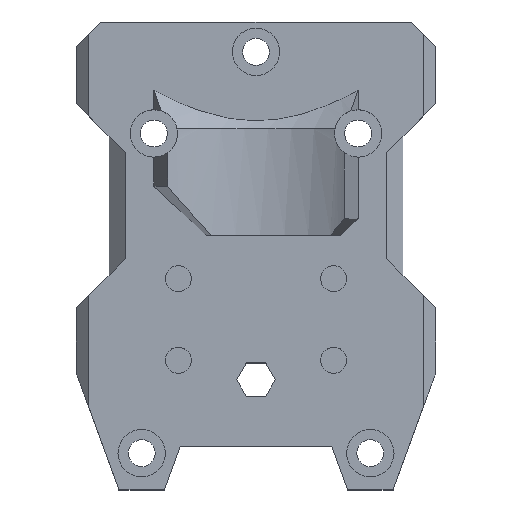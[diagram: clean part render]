
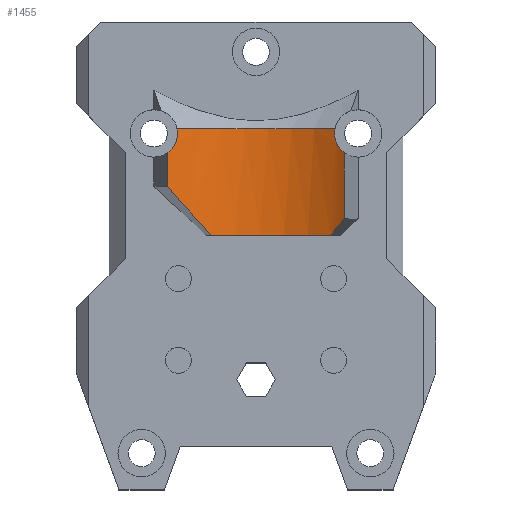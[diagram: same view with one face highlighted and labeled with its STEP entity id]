
A CAD part, top view. The second image highlights one B-rep face of the part: STEP entity #1455.
In plain terms, the highlighted cylindrical face has radius 18.1 mm (diameter 36.2 mm), a partial arc.
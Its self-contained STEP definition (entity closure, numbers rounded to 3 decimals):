
#52=CIRCLE('',#1561,18.1);
#53=CIRCLE('',#1563,18.1);
#100=B_SPLINE_CURVE_WITH_KNOTS('',3,(#2156,#2157,#2158,#2159,#2160,#2161,
#2162,#2163),.UNSPECIFIED.,.F.,.F.,(4,2,2,4),(-0.284,-0.214,
-0.107,0.),.UNSPECIFIED.);
#101=B_SPLINE_CURVE_WITH_KNOTS('',3,(#2165,#2166,#2167,#2168),
 .UNSPECIFIED.,.F.,.F.,(4,4),(0.,0.054),.UNSPECIFIED.);
#102=B_SPLINE_CURVE_WITH_KNOTS('',3,(#2171,#2172,#2173,#2174,#2175,#2176,
#2177,#2178,#2179,#2180),.UNSPECIFIED.,.F.,.F.,(4,2,2,2,4),(1.016,
1.07,1.177,1.284,1.354),
 .UNSPECIFIED.);
#105=CYLINDRICAL_SURFACE('',#1560,18.1);
#126=FACE_OUTER_BOUND('',#215,.T.);
#215=EDGE_LOOP('',(#981,#982,#983,#984,#985,#986,#987,#988,#989));
#328=ELLIPSE('',#1562,25.597,18.1);
#329=ELLIPSE('',#1564,25.597,18.1);
#333=LINE('',#2143,#481);
#337=LINE('',#2153,#485);
#481=VECTOR('',#1706,1000.);
#485=VECTOR('',#1714,1000.);
#630=VERTEX_POINT('',#2140);
#631=VERTEX_POINT('',#2142);
#633=VERTEX_POINT('',#2147);
#635=VERTEX_POINT('',#2151);
#636=VERTEX_POINT('',#2155);
#637=VERTEX_POINT('',#2164);
#638=VERTEX_POINT('',#2169);
#639=VERTEX_POINT('',#2181);
#640=VERTEX_POINT('',#2183);
#765=EDGE_CURVE('',#630,#631,#333,.T.);
#770=EDGE_CURVE('',#633,#635,#337,.T.);
#771=EDGE_CURVE('',#630,#636,#100,.T.);
#772=EDGE_CURVE('',#636,#637,#101,.T.);
#773=EDGE_CURVE('',#637,#638,#52,.T.);
#774=EDGE_CURVE('',#638,#633,#102,.T.);
#775=EDGE_CURVE('',#635,#639,#328,.F.);
#776=EDGE_CURVE('',#640,#639,#53,.T.);
#777=EDGE_CURVE('',#640,#631,#329,.T.);
#981=ORIENTED_EDGE('',*,*,#765,.F.);
#982=ORIENTED_EDGE('',*,*,#771,.T.);
#983=ORIENTED_EDGE('',*,*,#772,.T.);
#984=ORIENTED_EDGE('',*,*,#773,.T.);
#985=ORIENTED_EDGE('',*,*,#774,.T.);
#986=ORIENTED_EDGE('',*,*,#770,.T.);
#987=ORIENTED_EDGE('',*,*,#775,.T.);
#988=ORIENTED_EDGE('',*,*,#776,.F.);
#989=ORIENTED_EDGE('',*,*,#777,.T.);
#1455=ADVANCED_FACE('',(#126),#105,.F.);
#1560=AXIS2_PLACEMENT_3D('',#2154,#1715,#1716);
#1561=AXIS2_PLACEMENT_3D('',#2170,#1717,#1718);
#1562=AXIS2_PLACEMENT_3D('',#2182,#1719,#1720);
#1563=AXIS2_PLACEMENT_3D('',#2184,#1721,#1722);
#1564=AXIS2_PLACEMENT_3D('',#2185,#1723,#1724);
#1706=DIRECTION('',(0.,-1.,0.));
#1714=DIRECTION('',(0.,-1.,0.));
#1715=DIRECTION('center_axis',(0.,-1.,0.));
#1716=DIRECTION('ref_axis',(0.,0.,-1.));
#1717=DIRECTION('center_axis',(0.,1.,0.));
#1718=DIRECTION('ref_axis',(0.,0.,1.));
#1719=DIRECTION('center_axis',(0.664,0.707,-0.242));
#1720=DIRECTION('ref_axis',(0.664,-0.707,-0.242));
#1721=DIRECTION('center_axis',(0.,1.,0.));
#1722=DIRECTION('ref_axis',(0.,0.,1.));
#1723=DIRECTION('center_axis',(0.664,-0.707,0.242));
#1724=DIRECTION('ref_axis',(-0.664,-0.707,-0.242));
#2140=CARTESIAN_POINT('',(10.828,12.631,10.596));
#2142=CARTESIAN_POINT('',(10.828,4.55,10.596));
#2143=CARTESIAN_POINT('',(10.828,20.55,10.596));
#2147=CARTESIAN_POINT('',(-10.827,12.631,10.596));
#2151=CARTESIAN_POINT('',(-10.827,8.55,10.596));
#2153=CARTESIAN_POINT('',(-10.827,20.55,10.596));
#2154=CARTESIAN_POINT('Origin',(0.,20.55,25.1));
#2155=CARTESIAN_POINT('',(9.6,15.,9.756));
#2156=CARTESIAN_POINT('Ctrl Pts',(10.828,12.631,10.596));
#2157=CARTESIAN_POINT('Ctrl Pts',(10.659,12.75,10.47));
#2158=CARTESIAN_POINT('Ctrl Pts',(10.501,12.889,10.356));
#2159=CARTESIAN_POINT('Ctrl Pts',(10.142,13.282,10.106));
#2160=CARTESIAN_POINT('Ctrl Pts',(9.941,13.587,9.974));
#2161=CARTESIAN_POINT('Ctrl Pts',(9.67,14.268,9.799));
#2162=CARTESIAN_POINT('Ctrl Pts',(9.6,14.643,9.756));
#2163=CARTESIAN_POINT('Ctrl Pts',(9.6,15.,9.756));
#2164=CARTESIAN_POINT('',(9.653,15.55,9.789));
#2165=CARTESIAN_POINT('Ctrl Pts',(9.6,15.,9.756));
#2166=CARTESIAN_POINT('Ctrl Pts',(9.6,15.181,9.756));
#2167=CARTESIAN_POINT('Ctrl Pts',(9.617,15.367,9.766));
#2168=CARTESIAN_POINT('Ctrl Pts',(9.653,15.55,9.789));
#2169=CARTESIAN_POINT('',(-9.653,15.55,9.789));
#2170=CARTESIAN_POINT('Origin',(0.,15.55,25.1));
#2171=CARTESIAN_POINT('Ctrl Pts',(-9.653,15.55,9.789));
#2172=CARTESIAN_POINT('Ctrl Pts',(-9.617,15.367,9.767));
#2173=CARTESIAN_POINT('Ctrl Pts',(-9.6,15.181,9.756));
#2174=CARTESIAN_POINT('Ctrl Pts',(-9.6,14.643,9.756));
#2175=CARTESIAN_POINT('Ctrl Pts',(-9.67,14.268,9.799));
#2176=CARTESIAN_POINT('Ctrl Pts',(-9.941,13.587,9.974));
#2177=CARTESIAN_POINT('Ctrl Pts',(-10.142,13.282,10.106));
#2178=CARTESIAN_POINT('Ctrl Pts',(-10.501,12.889,10.357));
#2179=CARTESIAN_POINT('Ctrl Pts',(-10.659,12.75,10.47));
#2180=CARTESIAN_POINT('Ctrl Pts',(-10.827,12.631,10.596));
#2181=CARTESIAN_POINT('',(-5.445,2.55,7.839));
#2182=CARTESIAN_POINT('Origin',(0.,3.337,25.1));
#2183=CARTESIAN_POINT('',(9.112,2.55,9.461));
#2184=CARTESIAN_POINT('Origin',(0.,2.55,25.1));
#2185=CARTESIAN_POINT('Origin',(0.,-0.663,
25.1));
